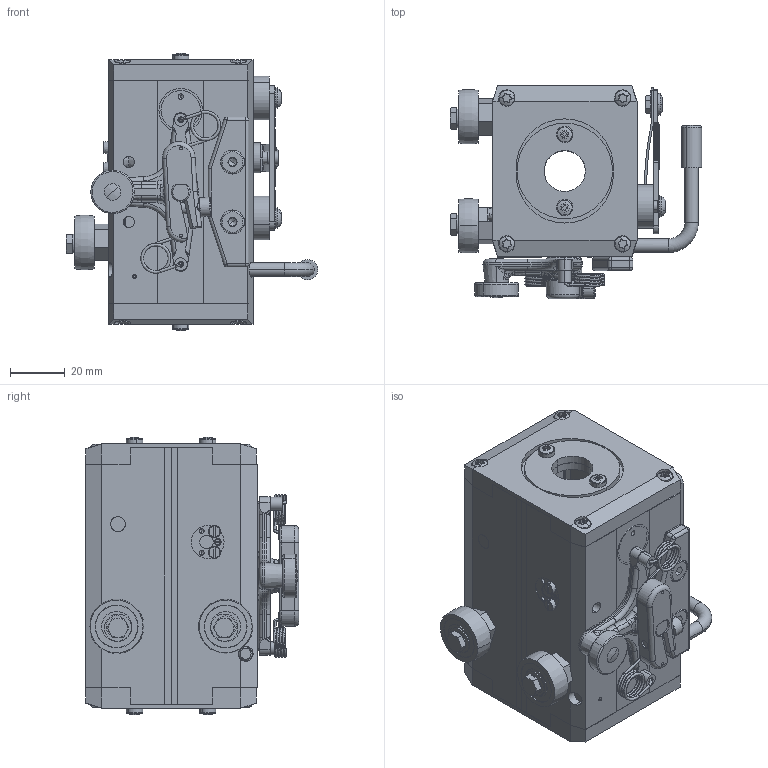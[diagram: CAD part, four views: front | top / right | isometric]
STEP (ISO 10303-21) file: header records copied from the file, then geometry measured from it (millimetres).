
FILE_DESCRIPTION (( 'STEP AP214' ), '1' );
FILE_NAME ('523152360_Drehrichtung links.STEP', '2019-10-17T10:06:32', ( '' ), ( '' ), 'SwSTEP 2.0', 'SolidWorks 2019', '' );
FILE_SCHEMA (( 'AUTOMOTIVE_DESIGN' ));
Length unit declared in the file: millimetre
Products named in the file (1): 523152360_Drehrichtung links
Bounding box: 92.15 x 78.3 x 101.74 mm (x, y, z)
Volume: 149058.1 mm3; surface area: 109041.4 mm2
Topology: 82 solids, 82 shells, 3321 faces, 8584 edges, 5469 vertices
Faces by surface type: cylinder 1295, plane 1272, bspline 277, cone 270, torus 128, sphere 79
Entity records: 152413 total; most frequent: CARTESIAN_POINT 34921, ORIENTED_EDGE 16892, DIRECTION 16536, EDGE_CURVE 8446, AXIS2_PLACEMENT_3D 6177, VERTEX_POINT 5427, LINE 4182, VECTOR 4182
